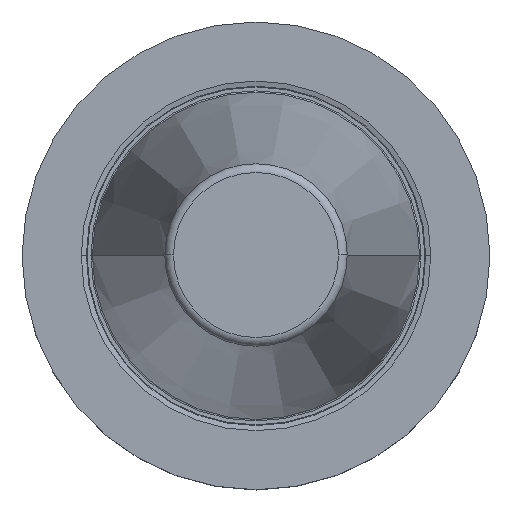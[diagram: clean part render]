
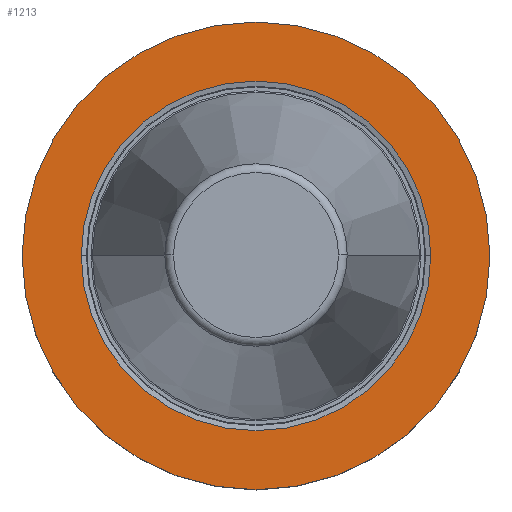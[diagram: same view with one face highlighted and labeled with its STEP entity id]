
A CAD part, top view. The second image highlights one B-rep face of the part: STEP entity #1213.
In plain terms, the highlighted planar face has unit normal (0, 0, 1).
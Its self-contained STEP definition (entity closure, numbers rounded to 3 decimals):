
#114=CARTESIAN_POINT('',(0.,0.,-3.2));
#115=DIRECTION('',(0.,0.,1.));
#116=DIRECTION('',(1.,0.,0.));
#117=AXIS2_PLACEMENT_3D('',#114,#115,#116);
#122=CARTESIAN_POINT('',(0.,0.,-3.2));
#123=DIRECTION('',(0.,0.,-1.));
#124=DIRECTION('',(1.,0.,0.));
#125=AXIS2_PLACEMENT_3D('',#122,#123,#124);
#130=CARTESIAN_POINT('',(0.,0.,-3.2));
#131=DIRECTION('',(0.,0.,1.));
#132=DIRECTION('',(1.,0.,0.));
#133=AXIS2_PLACEMENT_3D('',#130,#131,#132);
#138=CARTESIAN_POINT('',(0.,0.,-3.2));
#139=DIRECTION('',(0.,0.,1.));
#140=DIRECTION('',(-1.,0.,0.));
#141=AXIS2_PLACEMENT_3D('',#138,#139,#140);
#1022=CARTESIAN_POINT('',(31.775,0.,-3.2));
#1023=CARTESIAN_POINT('',(-31.775,0.,-3.2));
#1024=VERTEX_POINT('',#1022);
#1025=VERTEX_POINT('',#1023);
#1088=CARTESIAN_POINT('',(23.746,0.,-3.2));
#1089=VERTEX_POINT('',#1088);
#1092=CARTESIAN_POINT('',(-23.746,0.,-3.2));
#1093=VERTEX_POINT('',#1092);
#1198=CARTESIAN_POINT('',(0.,0.,-3.2));
#1199=DIRECTION('',(0.,0.,-1.));
#1200=DIRECTION('',(-1.,0.,0.));
#1201=AXIS2_PLACEMENT_3D('',#1198,#1199,#1200);
#1202=PLANE('',#1201);
#1203=ORIENTED_EDGE('',*,*,#1178,.F.);
#1204=ORIENTED_EDGE('',*,*,#1119,.T.);
#1205=EDGE_LOOP('',(#1203,#1204));
#1206=FACE_OUTER_BOUND('',#1205,.F.);
#1208=ORIENTED_EDGE('',*,*,#1207,.T.);
#1210=ORIENTED_EDGE('',*,*,#1209,.T.);
#1211=EDGE_LOOP('',(#1208,#1210));
#1212=FACE_BOUND('',#1211,.F.);
#1213=ADVANCED_FACE('',(#1206,#1212),#1202,.F.);
#118=CIRCLE('',#117,31.775);
#126=CIRCLE('',#125,31.775);
#134=CIRCLE('',#133,23.746);
#142=CIRCLE('',#141,23.746);
#1119=EDGE_CURVE('',#1024,#1025,#126,.T.);
#1178=EDGE_CURVE('',#1024,#1025,#118,.T.);
#1207=EDGE_CURVE('',#1089,#1093,#134,.T.);
#1209=EDGE_CURVE('',#1093,#1089,#142,.T.);
